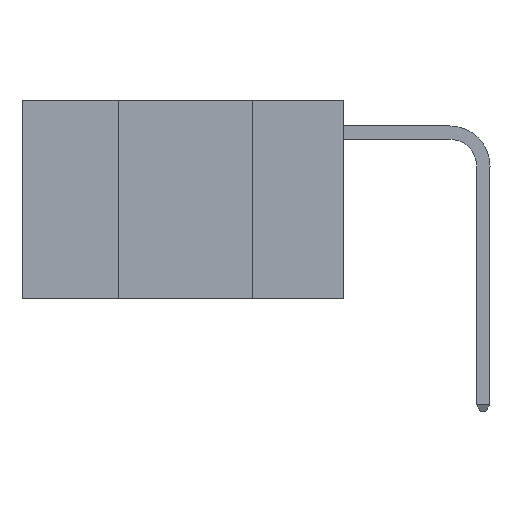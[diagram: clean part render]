
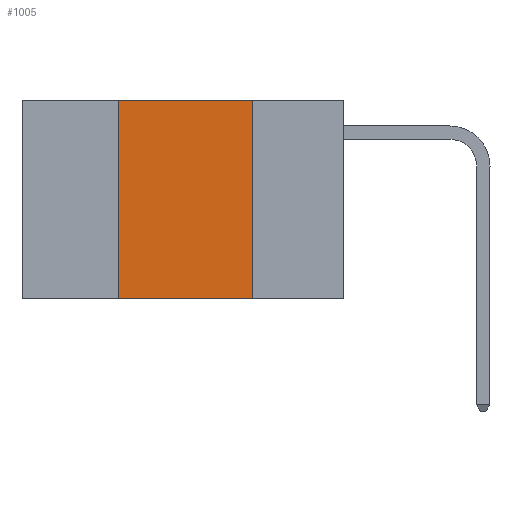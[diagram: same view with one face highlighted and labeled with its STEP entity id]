
A CAD part, left-side view. The second image highlights one B-rep face of the part: STEP entity #1005.
In plain terms, the highlighted planar face has unit normal (-1, 0, 0).
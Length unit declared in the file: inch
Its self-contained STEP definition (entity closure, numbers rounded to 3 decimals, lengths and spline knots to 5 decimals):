
#266 = DIRECTION ( 'NONE',  ( 0., 0., -1. ) ) ;
#508 = EDGE_CURVE ( 'NONE', #3198, #15556, #2995, .T. ) ;
#844 = VECTOR ( 'NONE', #2725, 39.37008 ) ;
#1005 = ADVANCED_FACE ( 'NONE', ( #10435 ), #15790, .F. ) ;
#1172 = CARTESIAN_POINT ( 'NONE',  ( 0., 0.17, 0. ) ) ;
#1340 = CARTESIAN_POINT ( 'NONE',  ( 0., 0.42, 0. ) ) ;
#2286 = EDGE_CURVE ( 'NONE', #3198, #13654, #4325, .T. ) ;
#2716 = VECTOR ( 'NONE', #5547, 39.37008 ) ;
#2725 = DIRECTION ( 'NONE',  ( 0., 0., 1. ) ) ;
#2881 = CARTESIAN_POINT ( 'NONE',  ( 0., 0.6, 0. ) ) ;
#2995 = LINE ( 'NONE', #7073, #9436 ) ;
#3169 = EDGE_CURVE ( 'NONE', #13274, #15556, #15409, .T. ) ;
#3198 = VERTEX_POINT ( 'NONE', #15442 ) ;
#3827 = DIRECTION ( 'NONE',  ( 0., 0., -1. ) ) ;
#4293 = VECTOR ( 'NONE', #3827, 39.37008 ) ;
#4325 = LINE ( 'NONE', #6565, #844 ) ;
#5432 = ORIENTED_EDGE ( 'NONE', *, *, #3169, .F. ) ;
#5547 = DIRECTION ( 'NONE',  ( 0., -1., 0. ) ) ;
#5830 = ORIENTED_EDGE ( 'NONE', *, *, #2286, .F. ) ;
#6043 = AXIS2_PLACEMENT_3D ( 'NONE', #2881, #8074, #266 ) ;
#6502 = EDGE_LOOP ( 'NONE', ( #5432, #8853, #5830, #12682 ) ) ;
#6565 = CARTESIAN_POINT ( 'NONE',  ( 0., 0.42, 0. ) ) ;
#7073 = CARTESIAN_POINT ( 'NONE',  ( 0., 0.6, -0.37 ) ) ;
#8074 = DIRECTION ( 'NONE',  ( 1., 0., 0. ) ) ;
#8853 = ORIENTED_EDGE ( 'NONE', *, *, #13769, .F. ) ;
#9384 = CARTESIAN_POINT ( 'NONE',  ( 0., 0.17, 0. ) ) ;
#9436 = VECTOR ( 'NONE', #14800, 39.37008 ) ;
#10435 = FACE_OUTER_BOUND ( 'NONE', #6502, .T. ) ;
#11969 = CARTESIAN_POINT ( 'NONE',  ( 0., 0.6, 0. ) ) ;
#12682 = ORIENTED_EDGE ( 'NONE', *, *, #508, .T. ) ;
#13016 = LINE ( 'NONE', #11969, #2716 ) ;
#13274 = VERTEX_POINT ( 'NONE', #9384 ) ;
#13523 = CARTESIAN_POINT ( 'NONE',  ( 0., 0.17, -0.37 ) ) ;
#13654 = VERTEX_POINT ( 'NONE', #1340 ) ;
#13769 = EDGE_CURVE ( 'NONE', #13654, #13274, #13016, .T. ) ;
#14800 = DIRECTION ( 'NONE',  ( 0., -1., 0. ) ) ;
#15409 = LINE ( 'NONE', #1172, #4293 ) ;
#15442 = CARTESIAN_POINT ( 'NONE',  ( 0., 0.42, -0.37 ) ) ;
#15556 = VERTEX_POINT ( 'NONE', #13523 ) ;
#15790 = PLANE ( 'NONE',  #6043 ) ;
